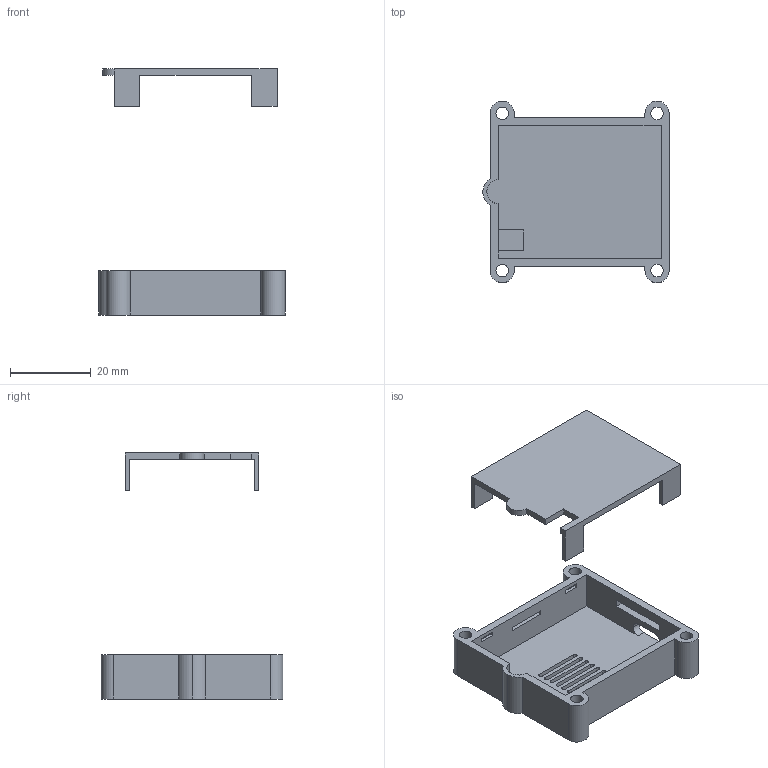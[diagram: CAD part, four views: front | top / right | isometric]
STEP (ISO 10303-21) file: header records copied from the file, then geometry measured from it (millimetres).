
FILE_DESCRIPTION (( 'STEP AP214' ), '1' );
FILE_NAME ('sololinker-shell-simple.STEP', '2024-07-03T13:12:09', ( '' ), ( '' ), 'SwSTEP 2.0', 'SolidWorks 2024', '' );
FILE_SCHEMA (( 'AUTOMOTIVE_DESIGN' ));
Length unit declared in the file: millimetre
Products named in the file (1): sololinker-shell-simple
Bounding box: 46.2 x 45 x 61 mm (x, y, z)
Volume: 8010.9 mm3; surface area: 10810.6 mm2
Topology: 2 solids, 2 shells, 123 faces, 343 edges, 228 vertices
Faces by surface type: plane 82, cylinder 41
Entity records: 4031 total; most frequent: CARTESIAN_POINT 695, ORIENTED_EDGE 686, DIRECTION 673, EDGE_CURVE 343, VECTOR 261, LINE 261, VERTEX_POINT 228, AXIS2_PLACEMENT_3D 206
